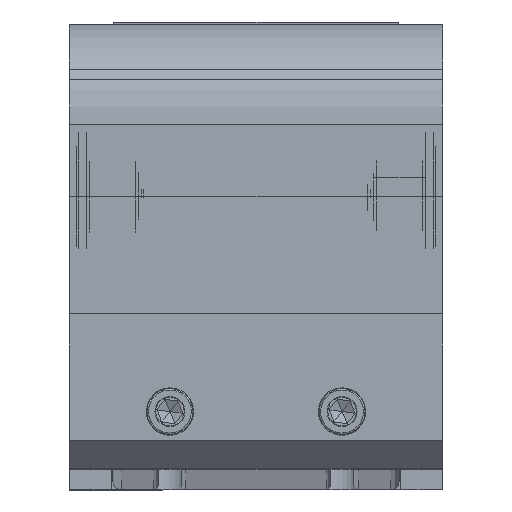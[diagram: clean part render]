
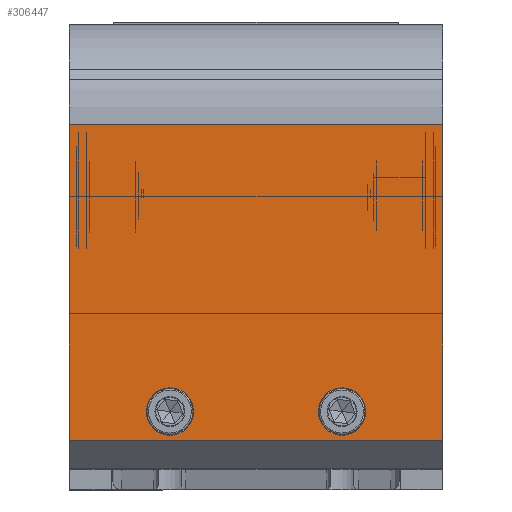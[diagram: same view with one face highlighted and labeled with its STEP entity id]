
A CAD part, top view. The second image highlights one B-rep face of the part: STEP entity #306447.
In plain terms, the highlighted planar face has unit normal (0, 0, 1).
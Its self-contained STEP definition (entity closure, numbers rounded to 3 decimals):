
#1059 = AXIS2_PLACEMENT_3D ( 'NONE', #200169, #255202, #233775 ) ;
#7165 = CARTESIAN_POINT ( 'NONE',  ( 173.467, 207.762, 762.525 ) ) ;
#10467 = DIRECTION ( 'NONE',  ( -1., 0., 0. ) ) ;
#10519 = LINE ( 'NONE', #152842, #286936 ) ;
#12163 = EDGE_CURVE ( 'NONE', #291589, #322887, #30182, .T. ) ;
#14703 = FACE_BOUND ( 'NONE', #172929, .T. ) ;
#22337 = CARTESIAN_POINT ( 'NONE',  ( 113.467, 207.762, 762.525 ) ) ;
#30182 = LINE ( 'NONE', #55156, #104418 ) ;
#38987 = AXIS2_PLACEMENT_3D ( 'NONE', #7165, #115677, #332992 ) ;
#39296 = CARTESIAN_POINT ( 'NONE',  ( 208.467, 307.762, 762.525 ) ) ;
#54291 = CIRCLE ( 'NONE', #276188, 8.25 ) ;
#55156 = CARTESIAN_POINT ( 'NONE',  ( 78.467, 197.762, 762.525 ) ) ;
#63900 = DIRECTION ( 'NONE',  ( 1., 0., 0. ) ) ;
#69748 = FACE_BOUND ( 'NONE', #80084, .T. ) ;
#79879 = ORIENTED_EDGE ( 'NONE', *, *, #335292, .F. ) ;
#80084 = EDGE_LOOP ( 'NONE', ( #183453, #175209 ) ) ;
#81090 = EDGE_CURVE ( 'NONE', #325507, #135223, #260698, .T. ) ;
#89083 = VERTEX_POINT ( 'NONE', #169050 ) ;
#90516 = DIRECTION ( 'NONE',  ( 0., -1., 0. ) ) ;
#97029 = ORIENTED_EDGE ( 'NONE', *, *, #129995, .F. ) ;
#100045 = EDGE_CURVE ( 'NONE', #206294, #119737, #287809, .T. ) ;
#104071 = VECTOR ( 'NONE', #184549, 1000. ) ;
#104418 = VECTOR ( 'NONE', #247490, 1000. ) ;
#108944 = DIRECTION ( 'NONE',  ( 1., 0., 0. ) ) ;
#115677 = DIRECTION ( 'NONE',  ( 0., 0., 1. ) ) ;
#118563 = AXIS2_PLACEMENT_3D ( 'NONE', #174432, #252799, #63900 ) ;
#119737 = VERTEX_POINT ( 'NONE', #325446 ) ;
#120734 = EDGE_CURVE ( 'NONE', #231078, #291589, #120795, .T. ) ;
#120795 = LINE ( 'NONE', #177754, #214249 ) ;
#129995 = EDGE_CURVE ( 'NONE', #89083, #322887, #318007, .T. ) ;
#132466 = CARTESIAN_POINT ( 'NONE',  ( 78.467, 307.762, 762.525 ) ) ;
#134242 = EDGE_LOOP ( 'NONE', ( #291429, #97029, #298601, #149596 ) ) ;
#135223 = VERTEX_POINT ( 'NONE', #210712 ) ;
#149596 = ORIENTED_EDGE ( 'NONE', *, *, #120734, .T. ) ;
#152842 = CARTESIAN_POINT ( 'NONE',  ( 208.467, 197.762, 762.525 ) ) ;
#169050 = CARTESIAN_POINT ( 'NONE',  ( 208.467, 197.762, 762.525 ) ) ;
#172929 = EDGE_LOOP ( 'NONE', ( #272916, #79879 ) ) ;
#174291 = AXIS2_PLACEMENT_3D ( 'NONE', #22337, #186275, #326752 ) ;
#174432 = CARTESIAN_POINT ( 'NONE',  ( 173.467, 207.762, 762.525 ) ) ;
#175209 = ORIENTED_EDGE ( 'NONE', *, *, #290888, .F. ) ;
#177754 = CARTESIAN_POINT ( 'NONE',  ( 208.467, 307.762, 762.525 ) ) ;
#183453 = ORIENTED_EDGE ( 'NONE', *, *, #81090, .F. ) ;
#184549 = DIRECTION ( 'NONE',  ( -1., 0., 0. ) ) ;
#186275 = DIRECTION ( 'NONE',  ( 0., 0., 1. ) ) ;
#200169 = CARTESIAN_POINT ( 'NONE',  ( 208.467, 197.762, 762.525 ) ) ;
#206294 = VERTEX_POINT ( 'NONE', #269402 ) ;
#210712 = CARTESIAN_POINT ( 'NONE',  ( 165.217, 207.762, 762.525 ) ) ;
#214249 = VECTOR ( 'NONE', #10467, 1000. ) ;
#216001 = CARTESIAN_POINT ( 'NONE',  ( 78.467, 197.762, 762.525 ) ) ;
#231078 = VERTEX_POINT ( 'NONE', #39296 ) ;
#233775 = DIRECTION ( 'NONE',  ( -1., 0., 0. ) ) ;
#240913 = CARTESIAN_POINT ( 'NONE',  ( 113.467, 207.762, 762.525 ) ) ;
#243952 = CIRCLE ( 'NONE', #38987, 8.25 ) ;
#247490 = DIRECTION ( 'NONE',  ( 0., -1., 0. ) ) ;
#252799 = DIRECTION ( 'NONE',  ( 0., 0., 1. ) ) ;
#255202 = DIRECTION ( 'NONE',  ( 0., 0., -1. ) ) ;
#260698 = CIRCLE ( 'NONE', #118563, 8.25 ) ;
#262229 = FACE_OUTER_BOUND ( 'NONE', #134242, .T. ) ;
#267927 = EDGE_CURVE ( 'NONE', #231078, #89083, #10519, .T. ) ;
#269402 = CARTESIAN_POINT ( 'NONE',  ( 121.717, 207.762, 762.525 ) ) ;
#271758 = CARTESIAN_POINT ( 'NONE',  ( 181.717, 207.762, 762.525 ) ) ;
#272916 = ORIENTED_EDGE ( 'NONE', *, *, #100045, .F. ) ;
#276188 = AXIS2_PLACEMENT_3D ( 'NONE', #240913, #347722, #108944 ) ;
#282510 = CARTESIAN_POINT ( 'NONE',  ( 208.467, 197.762, 762.525 ) ) ;
#283566 = PLANE ( 'NONE',  #1059 ) ;
#286936 = VECTOR ( 'NONE', #90516, 1000. ) ;
#287809 = CIRCLE ( 'NONE', #174291, 8.25 ) ;
#290888 = EDGE_CURVE ( 'NONE', #135223, #325507, #243952, .T. ) ;
#291429 = ORIENTED_EDGE ( 'NONE', *, *, #12163, .T. ) ;
#291589 = VERTEX_POINT ( 'NONE', #132466 ) ;
#298601 = ORIENTED_EDGE ( 'NONE', *, *, #267927, .F. ) ;
#306447 = ADVANCED_FACE ( 'NONE', ( #14703, #69748, #262229 ), #283566, .F. ) ;
#318007 = LINE ( 'NONE', #282510, #104071 ) ;
#322887 = VERTEX_POINT ( 'NONE', #216001 ) ;
#325446 = CARTESIAN_POINT ( 'NONE',  ( 105.217, 207.762, 762.525 ) ) ;
#325507 = VERTEX_POINT ( 'NONE', #271758 ) ;
#326752 = DIRECTION ( 'NONE',  ( 1., 0., 0. ) ) ;
#332992 = DIRECTION ( 'NONE',  ( 1., 0., 0. ) ) ;
#335292 = EDGE_CURVE ( 'NONE', #119737, #206294, #54291, .T. ) ;
#347722 = DIRECTION ( 'NONE',  ( 0., 0., 1. ) ) ;
